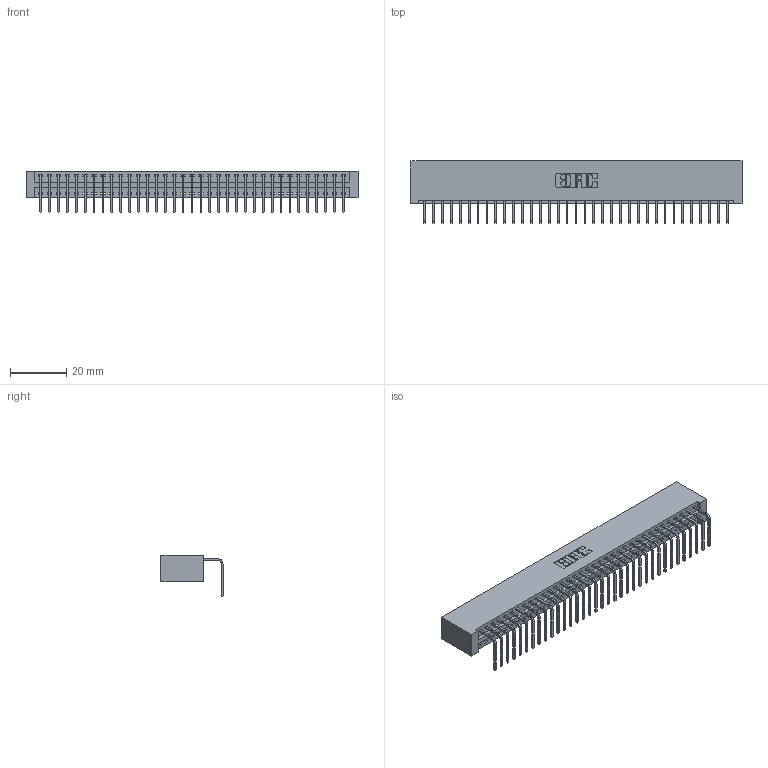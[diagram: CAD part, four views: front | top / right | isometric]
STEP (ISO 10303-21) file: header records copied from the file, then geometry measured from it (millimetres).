
FILE_DESCRIPTION (( 'STEP AP203' ), '1' );
FILE_NAME ('396-035-558-101.STEP', '2019-11-01T07:17:43', ( '' ), ( '' ), 'SwSTEP 2.0', 'SolidWorks 2016', '' );
FILE_SCHEMA (( 'CONFIG_CONTROL_DESIGN' ));
Length unit declared in the file: inch
Products named in the file (3): 346 Part_No Mounting Lugs; 345-292-001_558 Tail - 2; 396-035-558-101
Assembly tree (36 placements, depth 2):
  396-035-558-101
    346 Part_No Mounting Lugs
    345-292-001_558 Tail - 2  x35
Bounding box: 118.36 x 22.16 x 14.73 mm (x, y, z)
Volume: 11947.8 mm3; surface area: 15628.5 mm2
Topology: 36 solids, 36 shells, 2214 faces, 6675 edges, 4402 vertices
Faces by surface type: plane 1542, cylinder 672
Entity records: 22471 total; most frequent: CARTESIAN_POINT 3861, ORIENTED_EDGE 3830, DIRECTION 3409, EDGE_CURVE 1915, VECTOR 1651, LINE 1651, VERTEX_POINT 1274, AXIS2_PLACEMENT_3D 879
